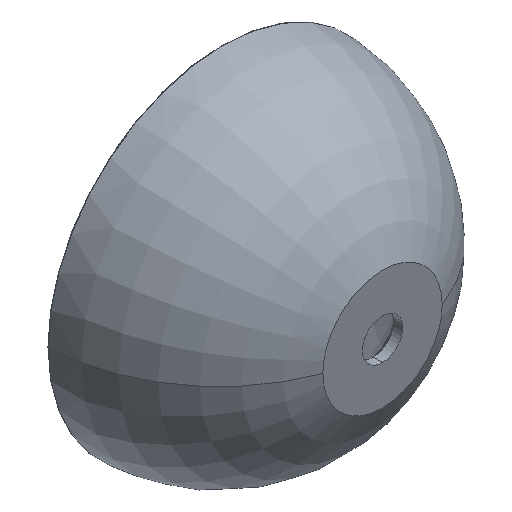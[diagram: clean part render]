
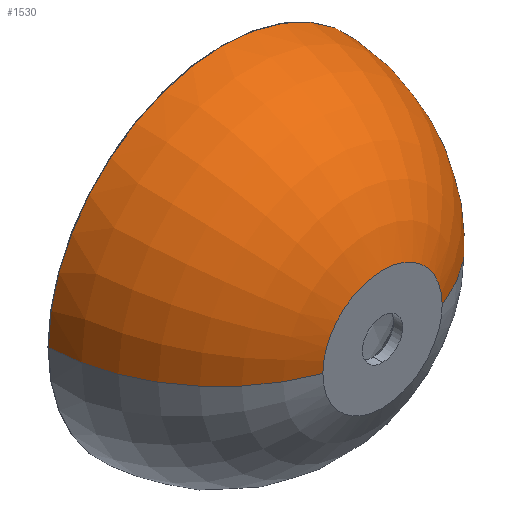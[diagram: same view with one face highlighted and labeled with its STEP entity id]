
A CAD part, isometric view. The second image highlights one B-rep face of the part: STEP entity #1530.
In plain terms, the highlighted toroidal (fillet/blend) face has major radius 2.04 mm and minor radius 192.106 mm.
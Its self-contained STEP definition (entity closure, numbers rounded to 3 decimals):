
#93 = CARTESIAN_POINT ( 'NONE',  ( -2.04, 5.029, 0. ) ) ;
#127 = DIRECTION ( 'NONE',  ( 0., 0., 1. ) ) ;
#367 = CIRCLE ( 'NONE', #601, 65. ) ;
#421 = TOROIDAL_SURFACE ( 'NONE', #2937, -2.04, 192.106 ) ;
#601 = AXIS2_PLACEMENT_3D ( 'NONE', #3062, #3404, #3347 ) ;
#667 = AXIS2_PLACEMENT_3D ( 'NONE', #93, #2367, #2943 ) ;
#702 = FACE_OUTER_BOUND ( 'NONE', #3123, .T. ) ;
#850 = ORIENTED_EDGE ( 'NONE', *, *, #1223, .F. ) ;
#906 = CIRCLE ( 'NONE', #667, 192.106 ) ;
#996 = DIRECTION ( 'NONE',  ( -1., 0., 0. ) ) ;
#1036 = CARTESIAN_POINT ( 'NONE',  ( 0., -1.032, 0. ) ) ;
#1054 = CARTESIAN_POINT ( 'NONE',  ( 2.04, 5.029, 0. ) ) ;
#1129 = ORIENTED_EDGE ( 'NONE', *, *, #3380, .T. ) ;
#1200 = VERTEX_POINT ( 'NONE', #2468 ) ;
#1216 = ORIENTED_EDGE ( 'NONE', *, *, #2758, .T. ) ;
#1223 = EDGE_CURVE ( 'NONE', #1200, #1829, #1586, .T. ) ;
#1259 = CARTESIAN_POINT ( 'NONE',  ( 0., 5.029, 0. ) ) ;
#1304 = EDGE_CURVE ( 'NONE', #1762, #1829, #3519, .T. ) ;
#1515 = CARTESIAN_POINT ( 'NONE',  ( 65., -175., 0. ) ) ;
#1530 = ADVANCED_FACE ( 'NONE', ( #702 ), #421, .T. ) ;
#1586 = CIRCLE ( 'NONE', #3039, 192.106 ) ;
#1589 = AXIS2_PLACEMENT_3D ( 'NONE', #1036, #2235, #2191 ) ;
#1762 = VERTEX_POINT ( 'NONE', #3142 ) ;
#1829 = VERTEX_POINT ( 'NONE', #3124 ) ;
#1878 = AXIS2_PLACEMENT_3D ( 'NONE', #3562, #2686, #127 ) ;
#1915 = ORIENTED_EDGE ( 'NONE', *, *, #1304, .T. ) ;
#2097 = VERTEX_POINT ( 'NONE', #3079 ) ;
#2173 = DIRECTION ( 'NONE',  ( 0., 0., -1. ) ) ;
#2191 = DIRECTION ( 'NONE',  ( 0., 0., 1. ) ) ;
#2194 = EDGE_CURVE ( 'NONE', #3243, #1200, #367, .T. ) ;
#2235 = DIRECTION ( 'NONE',  ( 0., -1., 0. ) ) ;
#2367 = DIRECTION ( 'NONE',  ( 0., 0., 1. ) ) ;
#2392 = ORIENTED_EDGE ( 'NONE', *, *, #2194, .F. ) ;
#2468 = CARTESIAN_POINT ( 'NONE',  ( -65., -175., 0. ) ) ;
#2686 = DIRECTION ( 'NONE',  ( 0., -1., 0. ) ) ;
#2758 = EDGE_CURVE ( 'NONE', #2097, #1762, #3405, .T. ) ;
#2937 = AXIS2_PLACEMENT_3D ( 'NONE', #1259, #3548, #996 ) ;
#2943 = DIRECTION ( 'NONE',  ( 1., 0., 0. ) ) ;
#3039 = AXIS2_PLACEMENT_3D ( 'NONE', #1054, #2173, #3047 ) ;
#3047 = DIRECTION ( 'NONE',  ( -1., 0., 0. ) ) ;
#3062 = CARTESIAN_POINT ( 'NONE',  ( 0., -175., 0. ) ) ;
#3079 = CARTESIAN_POINT ( 'NONE',  ( 189.97, -1.032, 0. ) ) ;
#3123 = EDGE_LOOP ( 'NONE', ( #2392, #1129, #1216, #1915, #850 ) ) ;
#3124 = CARTESIAN_POINT ( 'NONE',  ( -189.97, -1.032, 0. ) ) ;
#3142 = CARTESIAN_POINT ( 'NONE',  ( 0., -1.032, 189.97 ) ) ;
#3243 = VERTEX_POINT ( 'NONE', #1515 ) ;
#3347 = DIRECTION ( 'NONE',  ( 0., 0., 1. ) ) ;
#3380 = EDGE_CURVE ( 'NONE', #3243, #2097, #906, .T. ) ;
#3404 = DIRECTION ( 'NONE',  ( 0., -1., 0. ) ) ;
#3405 = CIRCLE ( 'NONE', #1878, 189.97 ) ;
#3519 = CIRCLE ( 'NONE', #1589, 189.97 ) ;
#3548 = DIRECTION ( 'NONE',  ( 0., 1., 0. ) ) ;
#3562 = CARTESIAN_POINT ( 'NONE',  ( 0., -1.032, 0. ) ) ;
